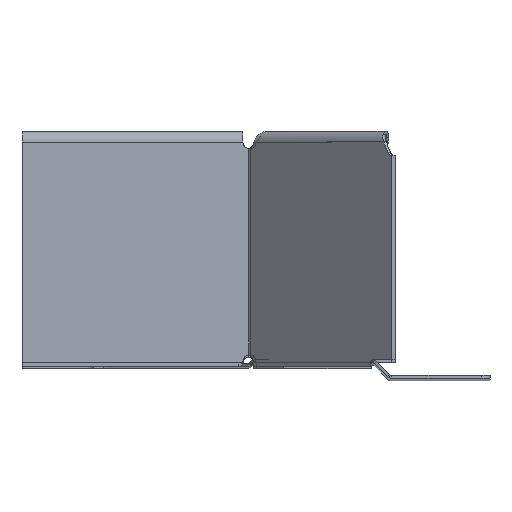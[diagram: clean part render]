
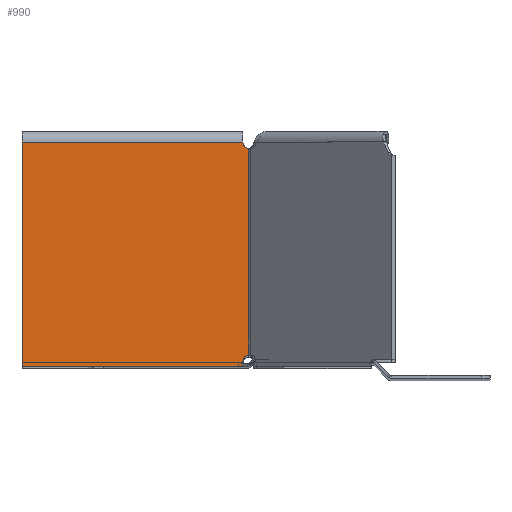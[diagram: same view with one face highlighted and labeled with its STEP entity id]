
A CAD part, top view. The second image highlights one B-rep face of the part: STEP entity #990.
In plain terms, the highlighted face is planar.
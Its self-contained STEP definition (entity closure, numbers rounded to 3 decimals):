
#11 = VERTEX_POINT ( 'NONE', #3960 ) ;
#61 = LINE ( 'NONE', #3961, #1908 ) ;
#88 = LINE ( 'NONE', #4024, #2394 ) ;
#127 = DIRECTION ( 'NONE',  ( 0., 0., -1. ) ) ;
#332 = DIRECTION ( 'NONE',  ( 0., 0., -1. ) ) ;
#337 = AXIS2_PLACEMENT_3D ( 'NONE', #1076, #127, #5059 ) ;
#645 = CARTESIAN_POINT ( 'NONE',  ( -77.1, 1.75, -6.75 ) ) ;
#666 = LINE ( 'NONE', #4958, #2606 ) ;
#673 = VERTEX_POINT ( 'NONE', #711 ) ;
#703 = DIRECTION ( 'NONE',  ( 0., 1., 0. ) ) ;
#711 = CARTESIAN_POINT ( 'NONE',  ( -78.98, 3.969, -6.75 ) ) ;
#785 = EDGE_CURVE ( 'NONE', #4635, #1687, #2961, .T. ) ;
#815 = VERTEX_POINT ( 'NONE', #1479 ) ;
#843 = VERTEX_POINT ( 'NONE', #1048 ) ;
#860 = EDGE_CURVE ( 'NONE', #673, #4635, #2840, .T. ) ;
#958 = EDGE_CURVE ( 'NONE', #1879, #843, #5581, .T. ) ;
#990 = ADVANCED_FACE ( 'NONE', ( #1619 ), #3358, .F. ) ;
#992 = ORIENTED_EDGE ( 'NONE', *, *, #785, .F. ) ;
#1048 = CARTESIAN_POINT ( 'NONE',  ( 0., 78.25, -6.75 ) ) ;
#1062 = CARTESIAN_POINT ( 'NONE',  ( -76.361, 0., -6.75 ) ) ;
#1064 = CARTESIAN_POINT ( 'NONE',  ( -77.1, 78.25, -6.75 ) ) ;
#1076 = CARTESIAN_POINT ( 'NONE',  ( -79.35, 1.75, -6.75 ) ) ;
#1140 = EDGE_LOOP ( 'NONE', ( #4026, #4699, #4440, #3261, #5322, #1947, #2235, #2063, #3243, #992 ) ) ;
#1154 = EDGE_CURVE ( 'NONE', #815, #5372, #61, .T. ) ;
#1375 = EDGE_CURVE ( 'NONE', #4004, #843, #3192, .T. ) ;
#1479 = CARTESIAN_POINT ( 'NONE',  ( -78.98, 76.031, -6.75 ) ) ;
#1596 = CARTESIAN_POINT ( 'NONE',  ( 0., 0., -6.75 ) ) ;
#1619 = FACE_OUTER_BOUND ( 'NONE', #1140, .T. ) ;
#1687 = VERTEX_POINT ( 'NONE', #1062 ) ;
#1713 = CARTESIAN_POINT ( 'NONE',  ( -79.35, 78.25, -6.75 ) ) ;
#1740 = CARTESIAN_POINT ( 'NONE',  ( -76.8, 1.19, -6.75 ) ) ;
#1789 = DIRECTION ( 'NONE',  ( 0., -1., 0. ) ) ;
#1824 = CARTESIAN_POINT ( 'NONE',  ( -76.361, 0., -6.75 ) ) ;
#1879 = VERTEX_POINT ( 'NONE', #3374 ) ;
#1908 = VECTOR ( 'NONE', #2194, 1000. ) ;
#1947 = ORIENTED_EDGE ( 'NONE', *, *, #1375, .T. ) ;
#2063 = ORIENTED_EDGE ( 'NONE', *, *, #4240, .T. ) ;
#2095 = DIRECTION ( 'NONE',  ( 0., 1., 0. ) ) ;
#2194 = DIRECTION ( 'NONE',  ( -1., 0., 0. ) ) ;
#2235 = ORIENTED_EDGE ( 'NONE', *, *, #958, .F. ) ;
#2256 = CARTESIAN_POINT ( 'NONE',  ( -76.95, 1.47, -6.75 ) ) ;
#2290 = EDGE_CURVE ( 'NONE', #5011, #1687, #2524, .T. ) ;
#2394 = VECTOR ( 'NONE', #1789, 1000. ) ;
#2471 = VECTOR ( 'NONE', #5647, 1000. ) ;
#2484 = CARTESIAN_POINT ( 'NONE',  ( 0., 0., -6.75 ) ) ;
#2524 = LINE ( 'NONE', #3307, #4899 ) ;
#2606 = VECTOR ( 'NONE', #3254, 1000. ) ;
#2778 = LINE ( 'NONE', #3665, #4669 ) ;
#2780 = EDGE_CURVE ( 'NONE', #5372, #11, #666, .T. ) ;
#2840 = CIRCLE ( 'NONE', #337, 2.25 ) ;
#2872 = EDGE_CURVE ( 'NONE', #673, #11, #2778, .T. ) ;
#2961 = B_SPLINE_CURVE_WITH_KNOTS ( 'NONE', 3,
 ( #3557, #2256, #1740, #3617, #4055, #1824 ),
 .UNSPECIFIED., .F., .F.,
 ( 4, 2, 4 ),
 ( 0.005, 0.006, 0.006 ),
 .UNSPECIFIED. ) ;
#2993 = DIRECTION ( 'NONE',  ( 0., 1., 0. ) ) ;
#3060 = CARTESIAN_POINT ( 'NONE',  ( -79.187, 76.031, -6.75 ) ) ;
#3192 = LINE ( 'NONE', #5164, #2471 ) ;
#3243 = ORIENTED_EDGE ( 'NONE', *, *, #2290, .T. ) ;
#3254 = DIRECTION ( 'NONE',  ( 0., -1., 0. ) ) ;
#3261 = ORIENTED_EDGE ( 'NONE', *, *, #1154, .F. ) ;
#3284 = CIRCLE ( 'NONE', #5671, 2.25 ) ;
#3307 = CARTESIAN_POINT ( 'NONE',  ( -206.54, 0., -6.75 ) ) ;
#3322 = VECTOR ( 'NONE', #703, 1000. ) ;
#3339 = DIRECTION ( 'NONE',  ( -1., 0., 0. ) ) ;
#3358 = PLANE ( 'NONE',  #4889 ) ;
#3374 = CARTESIAN_POINT ( 'NONE',  ( 0., 1.75, -6.75 ) ) ;
#3557 = CARTESIAN_POINT ( 'NONE',  ( -77.1, 1.75, -6.75 ) ) ;
#3617 = CARTESIAN_POINT ( 'NONE',  ( -76.547, 0.607, -6.75 ) ) ;
#3665 = CARTESIAN_POINT ( 'NONE',  ( -78.98, 3.969, -6.75 ) ) ;
#3692 = DIRECTION ( 'NONE',  ( -1., 0., 0. ) ) ;
#3830 = CARTESIAN_POINT ( 'NONE',  ( -206.54, 0., -6.75 ) ) ;
#3960 = CARTESIAN_POINT ( 'NONE',  ( -79.187, 3.969, -6.75 ) ) ;
#3961 = CARTESIAN_POINT ( 'NONE',  ( -206.54, 76.031, -6.75 ) ) ;
#4004 = VERTEX_POINT ( 'NONE', #1064 ) ;
#4024 = CARTESIAN_POINT ( 'NONE',  ( 0., 1.75, -6.75 ) ) ;
#4026 = ORIENTED_EDGE ( 'NONE', *, *, #860, .F. ) ;
#4055 = CARTESIAN_POINT ( 'NONE',  ( -76.443, 0.306, -6.75 ) ) ;
#4240 = EDGE_CURVE ( 'NONE', #1879, #5011, #88, .T. ) ;
#4440 = ORIENTED_EDGE ( 'NONE', *, *, #2780, .F. ) ;
#4635 = VERTEX_POINT ( 'NONE', #645 ) ;
#4669 = VECTOR ( 'NONE', #3692, 1000. ) ;
#4699 = ORIENTED_EDGE ( 'NONE', *, *, #2872, .T. ) ;
#4889 = AXIS2_PLACEMENT_3D ( 'NONE', #3830, #5653, #2993 ) ;
#4899 = VECTOR ( 'NONE', #3339, 1000. ) ;
#4958 = CARTESIAN_POINT ( 'NONE',  ( -79.187, 0., -6.75 ) ) ;
#5011 = VERTEX_POINT ( 'NONE', #2484 ) ;
#5032 = EDGE_CURVE ( 'NONE', #4004, #815, #3284, .T. ) ;
#5059 = DIRECTION ( 'NONE',  ( 0., 1., 0. ) ) ;
#5164 = CARTESIAN_POINT ( 'NONE',  ( -206.54, 78.25, -6.75 ) ) ;
#5322 = ORIENTED_EDGE ( 'NONE', *, *, #5032, .F. ) ;
#5372 = VERTEX_POINT ( 'NONE', #3060 ) ;
#5581 = LINE ( 'NONE', #1596, #3322 ) ;
#5647 = DIRECTION ( 'NONE',  ( 1., 0., 0. ) ) ;
#5653 = DIRECTION ( 'NONE',  ( 0., 0., 1. ) ) ;
#5671 = AXIS2_PLACEMENT_3D ( 'NONE', #1713, #332, #2095 ) ;
